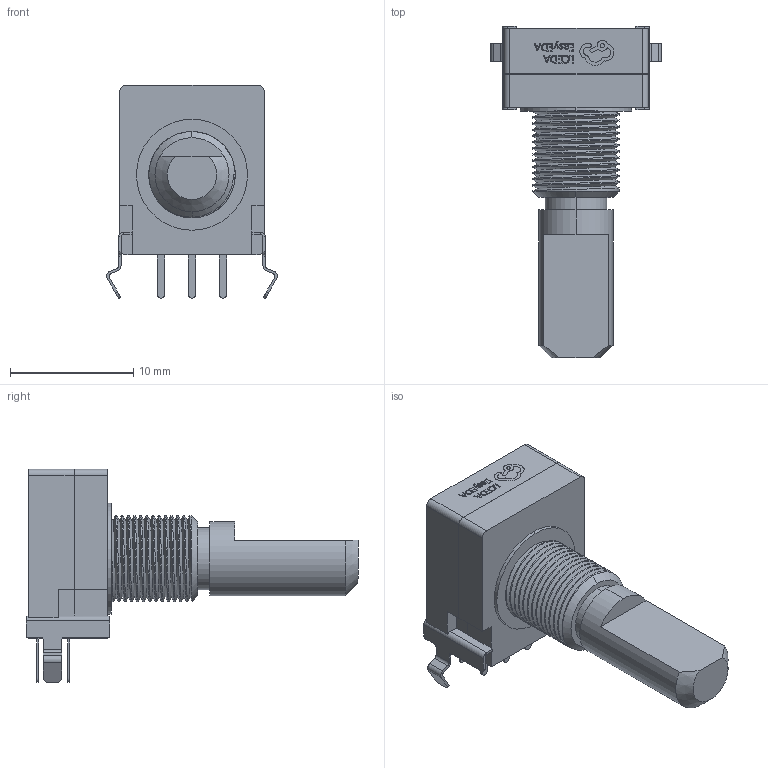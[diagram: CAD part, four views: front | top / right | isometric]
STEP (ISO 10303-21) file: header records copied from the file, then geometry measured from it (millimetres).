
FILE_DESCRIPTION (( 'STEP AP214' ), '1' );
FILE_NAME ('SW-TH_EC11B1524XX-L26.9-W11.7-H13.8-P2.5-LS14.1.step', '2022-07-26T16:55:25', ( '' ), ( '' ), 'SwSTEP 2.0', 'SolidWorks 2020', '' );
FILE_SCHEMA (( 'AUTOMOTIVE_DESIGN' ));
Length unit declared in the file: millimetre
Products named in the file (1): SW-TH_EC11B1524XX-L26.9-W11.7-H13.8-P2.5-LS14.1
Bounding box: 13.84 x 26.9 x 17.3 mm (x, y, z)
Volume: 1566.3 mm3; surface area: 1584.2 mm2
Topology: 19 solids, 19 shells, 485 faces, 1286 edges, 849 vertices
Faces by surface type: plane 293, bspline 114, cylinder 75, cone 3
Entity records: 22375 total; most frequent: CARTESIAN_POINT 6263, ORIENTED_EDGE 2570, DIRECTION 1853, EDGE_CURVE 1285, LINE 887, VECTOR 887, VERTEX_POINT 847, EDGE_LOOP 508
